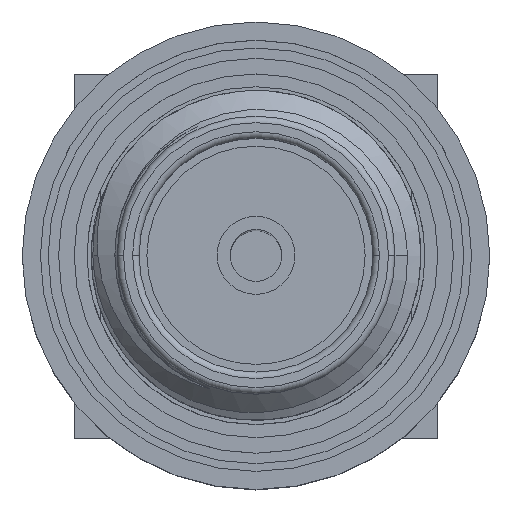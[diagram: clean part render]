
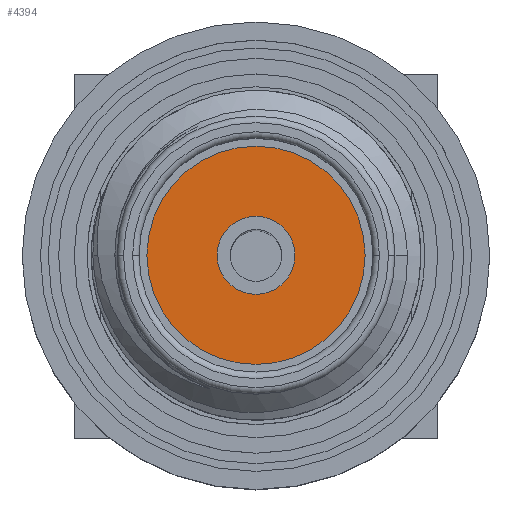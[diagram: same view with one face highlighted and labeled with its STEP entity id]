
A CAD part, top view. The second image highlights one B-rep face of the part: STEP entity #4394.
In plain terms, the highlighted planar face has unit normal (0, 0, 1).
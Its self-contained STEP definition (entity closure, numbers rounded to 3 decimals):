
#137 = AXIS2_PLACEMENT_3D ( 'NONE', #4564, #1250, #1218 ) ;
#156 = EDGE_LOOP ( 'NONE', ( #4084, #2954 ) ) ;
#157 = EDGE_CURVE ( 'NONE', #1717, #2889, #547, .T. ) ;
#175 = CARTESIAN_POINT ( 'NONE',  ( 0., 0., 3.65 ) ) ;
#197 = AXIS2_PLACEMENT_3D ( 'NONE', #3091, #3076, #3063 ) ;
#303 = CIRCLE ( 'NONE', #1338, 2.1 ) ;
#527 = DIRECTION ( 'NONE',  ( 1., 0., 0. ) ) ;
#547 = CIRCLE ( 'NONE', #137, 2.1 ) ;
#633 = EDGE_CURVE ( 'NONE', #864, #3752, #3099, .T. ) ;
#864 = VERTEX_POINT ( 'NONE', #1979 ) ;
#890 = EDGE_CURVE ( 'NONE', #2889, #1717, #303, .T. ) ;
#1218 = DIRECTION ( 'NONE',  ( 1., 0., 0. ) ) ;
#1250 = DIRECTION ( 'NONE',  ( 0., 0., -1. ) ) ;
#1338 = AXIS2_PLACEMENT_3D ( 'NONE', #2736, #4188, #2104 ) ;
#1407 = CARTESIAN_POINT ( 'NONE',  ( -2.1, 0., 3.65 ) ) ;
#1536 = CIRCLE ( 'NONE', #4632, 0.75 ) ;
#1540 = ORIENTED_EDGE ( 'NONE', *, *, #890, .F. ) ;
#1713 = FACE_OUTER_BOUND ( 'NONE', #2355, .T. ) ;
#1717 = VERTEX_POINT ( 'NONE', #1407 ) ;
#1979 = CARTESIAN_POINT ( 'NONE',  ( -0.75, 0., 3.65 ) ) ;
#2089 = CARTESIAN_POINT ( 'NONE',  ( 2.1, 0., 3.65 ) ) ;
#2093 = CARTESIAN_POINT ( 'NONE',  ( 0., 0., 3.65 ) ) ;
#2104 = DIRECTION ( 'NONE',  ( 1., 0., 0. ) ) ;
#2355 = EDGE_LOOP ( 'NONE', ( #1540, #3854 ) ) ;
#2475 = DIRECTION ( 'NONE',  ( 1., 0., 0. ) ) ;
#2483 = CARTESIAN_POINT ( 'NONE',  ( 0.75, 0., 3.65 ) ) ;
#2736 = CARTESIAN_POINT ( 'NONE',  ( 0., 0., 3.65 ) ) ;
#2779 = DIRECTION ( 'NONE',  ( 0., 0., 1. ) ) ;
#2889 = VERTEX_POINT ( 'NONE', #2089 ) ;
#2935 = AXIS2_PLACEMENT_3D ( 'NONE', #175, #2779, #527 ) ;
#2954 = ORIENTED_EDGE ( 'NONE', *, *, #633, .T. ) ;
#3063 = DIRECTION ( 'NONE',  ( 1., 0., 0. ) ) ;
#3076 = DIRECTION ( 'NONE',  ( 0., 0., -1. ) ) ;
#3091 = CARTESIAN_POINT ( 'NONE',  ( 0., 0., 3.65 ) ) ;
#3099 = CIRCLE ( 'NONE', #197, 0.75 ) ;
#3452 = PLANE ( 'NONE',  #2935 ) ;
#3469 = FACE_BOUND ( 'NONE', #156, .T. ) ;
#3752 = VERTEX_POINT ( 'NONE', #2483 ) ;
#3854 = ORIENTED_EDGE ( 'NONE', *, *, #157, .F. ) ;
#3990 = EDGE_CURVE ( 'NONE', #3752, #864, #1536, .T. ) ;
#4084 = ORIENTED_EDGE ( 'NONE', *, *, #3990, .T. ) ;
#4188 = DIRECTION ( 'NONE',  ( 0., 0., -1. ) ) ;
#4394 = ADVANCED_FACE ( 'NONE', ( #1713, #3469 ), #3452, .T. ) ;
#4564 = CARTESIAN_POINT ( 'NONE',  ( 0., 0., 3.65 ) ) ;
#4632 = AXIS2_PLACEMENT_3D ( 'NONE', #2093, #4659, #2475 ) ;
#4659 = DIRECTION ( 'NONE',  ( 0., 0., -1. ) ) ;
